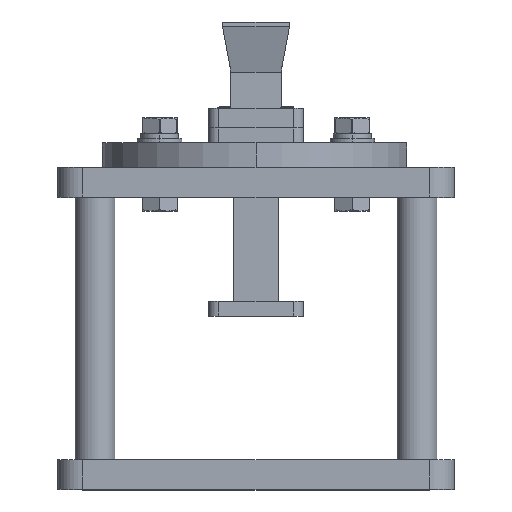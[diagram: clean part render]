
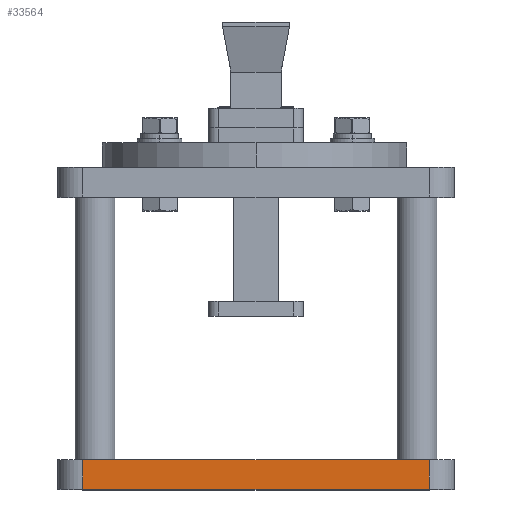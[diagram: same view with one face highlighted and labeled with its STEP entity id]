
A CAD part, top view. The second image highlights one B-rep face of the part: STEP entity #33564.
In plain terms, the highlighted face is planar.
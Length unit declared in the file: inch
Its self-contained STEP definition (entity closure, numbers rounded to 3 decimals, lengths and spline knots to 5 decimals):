
#123 = VERTEX_POINT ( 'NONE', #18956 ) ;
#186 = VECTOR ( 'NONE', #22256, 39.37008 ) ;
#424 = PLANE ( 'NONE',  #35441 ) ;
#678 = LINE ( 'NONE', #3319, #28926 ) ;
#741 = EDGE_CURVE ( 'NONE', #25802, #22825, #3928, .T. ) ;
#2858 = DIRECTION ( 'NONE',  ( 0., 0., 1. ) ) ;
#3276 = DIRECTION ( 'NONE',  ( 0., -1., 0. ) ) ;
#3319 = CARTESIAN_POINT ( 'NONE',  ( -1.37795, 0.23622, -1.5748 ) ) ;
#3928 = LINE ( 'NONE', #31698, #186 ) ;
#11204 = ORIENTED_EDGE ( 'NONE', *, *, #741, .T. ) ;
#12077 = DIRECTION ( 'NONE',  ( 1., 0., 0. ) ) ;
#17514 = EDGE_CURVE ( 'NONE', #28879, #25802, #36881, .T. ) ;
#18956 = CARTESIAN_POINT ( 'NONE',  ( -1.37795, 0.23622, -1.5748 ) ) ;
#19165 = CARTESIAN_POINT ( 'NONE',  ( 1.37795, 0., -1.5748 ) ) ;
#20383 = VECTOR ( 'NONE', #32243, 39.37008 ) ;
#20829 = ORIENTED_EDGE ( 'NONE', *, *, #30272, .F. ) ;
#22256 = DIRECTION ( 'NONE',  ( -1., 0., 0. ) ) ;
#22825 = VERTEX_POINT ( 'NONE', #35095 ) ;
#23573 = ORIENTED_EDGE ( 'NONE', *, *, #26100, .F. ) ;
#23800 = CARTESIAN_POINT ( 'NONE',  ( -1.37795, 0.23622, -1.5748 ) ) ;
#24013 = CARTESIAN_POINT ( 'NONE',  ( 1.37795, 0.23622, -1.5748 ) ) ;
#25802 = VERTEX_POINT ( 'NONE', #19165 ) ;
#26100 = EDGE_CURVE ( 'NONE', #123, #22825, #26803, .T. ) ;
#26803 = LINE ( 'NONE', #23800, #20383 ) ;
#28879 = VERTEX_POINT ( 'NONE', #34979 ) ;
#28926 = VECTOR ( 'NONE', #37506, 39.37008 ) ;
#30272 = EDGE_CURVE ( 'NONE', #28879, #123, #678, .T. ) ;
#30424 = CARTESIAN_POINT ( 'NONE',  ( -1.37795, 0.23622, -1.5748 ) ) ;
#31031 = EDGE_LOOP ( 'NONE', ( #11204, #23573, #20829, #37769 ) ) ;
#31698 = CARTESIAN_POINT ( 'NONE',  ( -1.37795, 0., -1.5748 ) ) ;
#32243 = DIRECTION ( 'NONE',  ( 0., -1., 0. ) ) ;
#33564 = ADVANCED_FACE ( 'NONE', ( #34036 ), #424, .F. ) ;
#34036 = FACE_OUTER_BOUND ( 'NONE', #31031, .T. ) ;
#34255 = VECTOR ( 'NONE', #3276, 39.37008 ) ;
#34979 = CARTESIAN_POINT ( 'NONE',  ( 1.37795, 0.23622, -1.5748 ) ) ;
#35095 = CARTESIAN_POINT ( 'NONE',  ( -1.37795, 0., -1.5748 ) ) ;
#35441 = AXIS2_PLACEMENT_3D ( 'NONE', #30424, #2858, #12077 ) ;
#36881 = LINE ( 'NONE', #24013, #34255 ) ;
#37506 = DIRECTION ( 'NONE',  ( -1., 0., 0. ) ) ;
#37769 = ORIENTED_EDGE ( 'NONE', *, *, #17514, .T. ) ;
